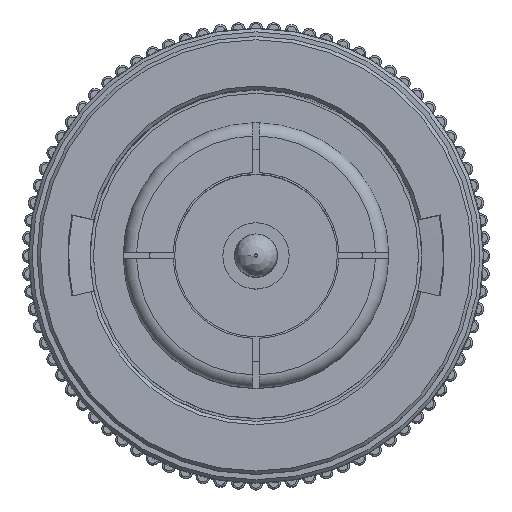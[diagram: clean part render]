
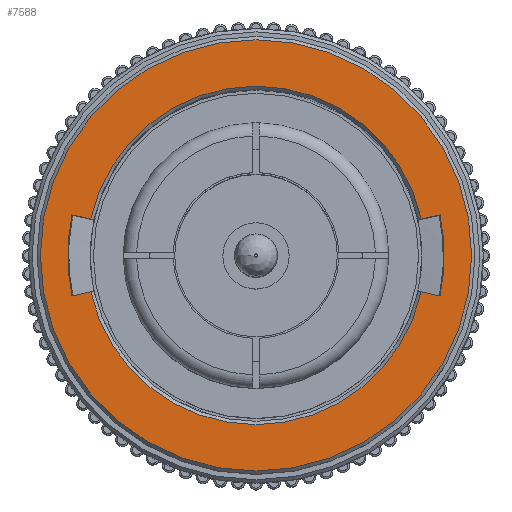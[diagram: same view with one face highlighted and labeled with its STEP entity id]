
A CAD part, top view. The second image highlights one B-rep face of the part: STEP entity #7588.
In plain terms, the highlighted planar face has unit normal (0, 0, 1).
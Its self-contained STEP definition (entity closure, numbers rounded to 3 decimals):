
#635=FACE_BOUND('',#1598,.T.);
#652=PLANE('',#8587);
#1021=FACE_OUTER_BOUND('',#1597,.T.);
#1597=EDGE_LOOP('',(#6326));
#1598=EDGE_LOOP('',(#6327,#6328,#6329,#6330,#6331,#6332,#6333,#6334));
#2115=LINE('',#23387,#2374);
#2116=LINE('',#23388,#2375);
#2117=LINE('',#23390,#2376);
#2118=LINE('',#23393,#2377);
#2374=VECTOR('',#10508,1000.);
#2375=VECTOR('',#10509,1000.);
#2376=VECTOR('',#10510,1000.);
#2377=VECTOR('',#10513,1000.);
#2456=CIRCLE('',#7962,5.68);
#2745=CIRCLE('',#8397,5.1);
#2747=CIRCLE('',#8400,6.5);
#2921=CIRCLE('',#8583,5.1);
#2922=CIRCLE('',#8588,5.68);
#3041=VERTEX_POINT('',#11652);
#3042=VERTEX_POINT('',#11654);
#3613=VERTEX_POINT('',#20269);
#3614=VERTEX_POINT('',#20271);
#3616=VERTEX_POINT('',#20277);
#3717=VERTEX_POINT('',#23378);
#3718=VERTEX_POINT('',#23380);
#3719=VERTEX_POINT('',#23389);
#3720=VERTEX_POINT('',#23391);
#3828=EDGE_CURVE('',#3042,#3041,#2456,.T.);
#4407=EDGE_CURVE('',#3614,#3613,#2745,.T.);
#4411=EDGE_CURVE('',#3616,#3616,#2747,.T.);
#4804=EDGE_CURVE('',#3718,#3717,#2921,.T.);
#4806=EDGE_CURVE('',#3717,#3042,#2115,.T.);
#4807=EDGE_CURVE('',#3614,#3041,#2116,.T.);
#4808=EDGE_CURVE('',#3613,#3719,#2117,.T.);
#4809=EDGE_CURVE('',#3720,#3719,#2922,.T.);
#4810=EDGE_CURVE('',#3718,#3720,#2118,.T.);
#6326=ORIENTED_EDGE('',*,*,#4411,.T.);
#6327=ORIENTED_EDGE('',*,*,#4804,.T.);
#6328=ORIENTED_EDGE('',*,*,#4806,.T.);
#6329=ORIENTED_EDGE('',*,*,#3828,.T.);
#6330=ORIENTED_EDGE('',*,*,#4807,.F.);
#6331=ORIENTED_EDGE('',*,*,#4407,.T.);
#6332=ORIENTED_EDGE('',*,*,#4808,.T.);
#6333=ORIENTED_EDGE('',*,*,#4809,.F.);
#6334=ORIENTED_EDGE('',*,*,#4810,.F.);
#7588=ADVANCED_FACE('',(#1021,#635),#652,.T.);
#7962=AXIS2_PLACEMENT_3D('',#11655,#9072,#9073);
#8397=AXIS2_PLACEMENT_3D('',#20272,#9988,#9989);
#8400=AXIS2_PLACEMENT_3D('',#20279,#9996,#9997);
#8583=AXIS2_PLACEMENT_3D('',#23381,#10497,#10498);
#8587=AXIS2_PLACEMENT_3D('',#23386,#10506,#10507);
#8588=AXIS2_PLACEMENT_3D('',#23392,#10511,#10512);
#9072=DIRECTION('center_axis',(0.,0.,-1.));
#9073=DIRECTION('ref_axis',(1.,0.,0.));
#9988=DIRECTION('center_axis',(0.,0.,-1.));
#9989=DIRECTION('ref_axis',(0.,-1.,0.));
#9996=DIRECTION('center_axis',(0.,0.,1.));
#9997=DIRECTION('ref_axis',(0.,-1.,0.));
#10497=DIRECTION('center_axis',(0.,0.,-1.));
#10498=DIRECTION('ref_axis',(0.,-1.,0.));
#10506=DIRECTION('center_axis',(0.,0.,1.));
#10507=DIRECTION('ref_axis',(0.,-1.,0.));
#10508=DIRECTION('',(0.977,0.215,0.));
#10509=DIRECTION('',(0.977,-0.215,0.));
#10510=DIRECTION('',(-0.977,-0.215,0.));
#10511=DIRECTION('center_axis',(0.,0.,1.));
#10512=DIRECTION('ref_axis',(1.,0.,0.));
#10513=DIRECTION('',(-0.977,0.215,0.));
#11652=CARTESIAN_POINT('',(5.547,-1.222,13.8));
#11654=CARTESIAN_POINT('',(5.547,1.222,13.8));
#11655=CARTESIAN_POINT('Origin',(0.,0.,13.8));
#20269=CARTESIAN_POINT('',(-4.981,-1.097,13.8));
#20271=CARTESIAN_POINT('',(4.981,-1.097,13.8));
#20272=CARTESIAN_POINT('Origin',(0.,0.,13.8));
#20277=CARTESIAN_POINT('',(0.,-6.5,13.8));
#20279=CARTESIAN_POINT('Origin',(0.,0.,13.8));
#23378=CARTESIAN_POINT('',(4.981,1.097,13.8));
#23380=CARTESIAN_POINT('',(-4.981,1.097,13.8));
#23381=CARTESIAN_POINT('Origin',(0.,0.,13.8));
#23386=CARTESIAN_POINT('Origin',(0.,6.6,13.8));
#23387=CARTESIAN_POINT('',(0.,0.,13.8));
#23388=CARTESIAN_POINT('',(0.,0.,
13.8));
#23389=CARTESIAN_POINT('',(-5.547,-1.222,13.8));
#23390=CARTESIAN_POINT('',(0.,0.,13.8));
#23391=CARTESIAN_POINT('',(-5.547,1.222,13.8));
#23392=CARTESIAN_POINT('Origin',(0.,0.,13.8));
#23393=CARTESIAN_POINT('',(0.,0.,13.8));
